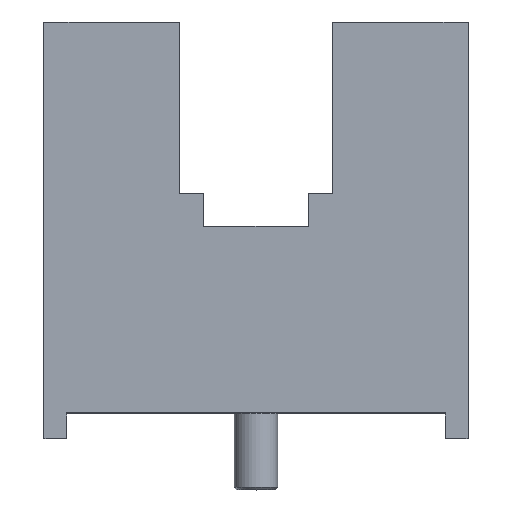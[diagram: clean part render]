
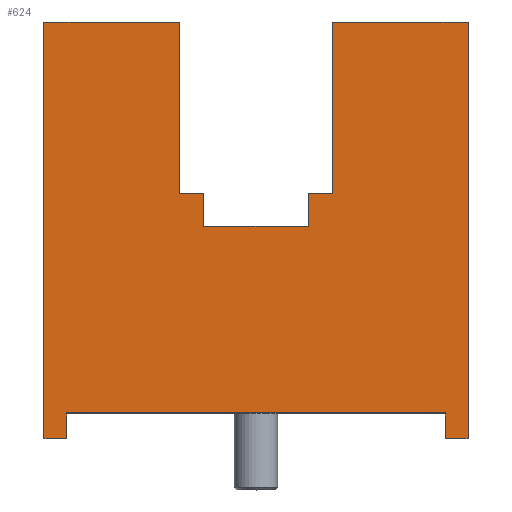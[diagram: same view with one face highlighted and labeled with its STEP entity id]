
A CAD part, top view. The second image highlights one B-rep face of the part: STEP entity #624.
In plain terms, the highlighted planar face has unit normal (0, 0, 1).
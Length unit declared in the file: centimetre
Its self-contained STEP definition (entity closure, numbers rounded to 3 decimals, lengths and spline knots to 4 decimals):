
#122=VECTOR('',#825,1.);
#127=VECTOR('',#832,1.);
#131=VECTOR('',#837,1.);
#135=VECTOR('',#843,1.);
#136=VECTOR('',#845,1.);
#139=VECTOR('',#849,1.);
#142=VECTOR('',#853,1.);
#145=VECTOR('',#857,1.);
#148=VECTOR('',#861,1.);
#151=VECTOR('',#865,1.);
#154=VECTOR('',#869,1.);
#157=VECTOR('',#873,1.);
#160=VECTOR('',#877,1.);
#162=VECTOR('',#879,1.);
#163=VECTOR('',#880,1.);
#165=VECTOR('',#883,1.);
#186=LINE('',#701,#122);
#191=LINE('',#711,#127);
#195=LINE('',#720,#131);
#199=LINE('',#728,#135);
#200=LINE('',#730,#136);
#203=LINE('',#736,#139);
#206=LINE('',#742,#142);
#209=LINE('',#748,#145);
#212=LINE('',#754,#148);
#215=LINE('',#760,#151);
#218=LINE('',#766,#154);
#221=LINE('',#772,#157);
#224=LINE('',#778,#160);
#226=LINE('',#780,#162);
#227=LINE('',#782,#163);
#229=LINE('',#787,#165);
#251=PLANE('',#650);
#275=VERTEX_POINT('',#700);
#276=VERTEX_POINT('',#702);
#278=VERTEX_POINT('',#710);
#279=VERTEX_POINT('',#712);
#282=VERTEX_POINT('',#719);
#284=VERTEX_POINT('',#727);
#285=VERTEX_POINT('',#731);
#287=VERTEX_POINT('',#737);
#289=VERTEX_POINT('',#743);
#291=VERTEX_POINT('',#749);
#293=VERTEX_POINT('',#755);
#295=VERTEX_POINT('',#761);
#297=VERTEX_POINT('',#767);
#299=VERTEX_POINT('',#773);
#301=VERTEX_POINT('',#781);
#302=VERTEX_POINT('',#783);
#331=EDGE_CURVE('',#275,#276,#186,.T.);
#337=EDGE_CURVE('',#278,#279,#191,.T.);
#342=EDGE_CURVE('',#282,#278,#195,.T.);
#346=EDGE_CURVE('',#284,#282,#199,.T.);
#347=EDGE_CURVE('',#279,#285,#200,.T.);
#350=EDGE_CURVE('',#285,#287,#203,.T.);
#353=EDGE_CURVE('',#287,#289,#206,.T.);
#356=EDGE_CURVE('',#289,#291,#209,.T.);
#359=EDGE_CURVE('',#291,#293,#212,.T.);
#362=EDGE_CURVE('',#293,#295,#215,.T.);
#365=EDGE_CURVE('',#295,#297,#218,.T.);
#368=EDGE_CURVE('',#297,#299,#221,.T.);
#371=EDGE_CURVE('',#299,#275,#224,.T.);
#373=EDGE_CURVE('',#276,#301,#226,.T.);
#375=EDGE_CURVE('',#301,#302,#227,.T.);
#379=EDGE_CURVE('',#302,#284,#229,.T.);
#501=ORIENTED_EDGE('',*,*,#337,.F.);
#502=ORIENTED_EDGE('',*,*,#342,.F.);
#503=ORIENTED_EDGE('',*,*,#346,.F.);
#504=ORIENTED_EDGE('',*,*,#379,.F.);
#505=ORIENTED_EDGE('',*,*,#375,.F.);
#506=ORIENTED_EDGE('',*,*,#373,.F.);
#507=ORIENTED_EDGE('',*,*,#331,.F.);
#508=ORIENTED_EDGE('',*,*,#371,.F.);
#509=ORIENTED_EDGE('',*,*,#368,.F.);
#510=ORIENTED_EDGE('',*,*,#365,.F.);
#511=ORIENTED_EDGE('',*,*,#362,.F.);
#512=ORIENTED_EDGE('',*,*,#359,.F.);
#513=ORIENTED_EDGE('',*,*,#356,.F.);
#514=ORIENTED_EDGE('',*,*,#353,.F.);
#515=ORIENTED_EDGE('',*,*,#350,.F.);
#516=ORIENTED_EDGE('',*,*,#347,.F.);
#563=EDGE_LOOP('',(#501,#502,#503,#504,#505,#506,#507,#508,#509,#510,#511,
#512,#513,#514,#515,#516));
#595=FACE_BOUND('',#563,.T.);
#624=ADVANCED_FACE('',(#595),#251,.T.);
#650=AXIS2_PLACEMENT_3D('',#791,#886,$);
#700=CARTESIAN_POINT('',(0.415,0.4075,0.235));
#701=CARTESIAN_POINT('',(0.415,-0.4075,0.235));
#702=CARTESIAN_POINT('',(0.415,-0.4075,0.235));
#710=CARTESIAN_POINT('',(-0.415,-0.4075,0.235));
#711=CARTESIAN_POINT('',(-0.415,0.4075,0.235));
#712=CARTESIAN_POINT('',(-0.415,0.4075,0.235));
#719=CARTESIAN_POINT('',(-0.37,-0.4075,0.235));
#720=CARTESIAN_POINT('',(-0.415,-0.4075,0.235));
#727=CARTESIAN_POINT('',(-0.37,-0.3575,0.235));
#728=CARTESIAN_POINT('',(-0.37,-0.4075,0.235));
#730=CARTESIAN_POINT('',(-0.15,0.4075,0.235));
#731=CARTESIAN_POINT('',(-0.15,0.4075,0.235));
#736=CARTESIAN_POINT('',(-0.15,0.0725,0.235));
#737=CARTESIAN_POINT('',(-0.15,0.0725,0.235));
#742=CARTESIAN_POINT('',(-0.1025,0.0725,0.235));
#743=CARTESIAN_POINT('',(-0.1025,0.0725,0.235));
#748=CARTESIAN_POINT('',(-0.1025,0.0075,0.235));
#749=CARTESIAN_POINT('',(-0.1025,0.0075,0.235));
#754=CARTESIAN_POINT('',(0.,0.0075,0.235));
#755=CARTESIAN_POINT('',(0.1025,0.0075,0.235));
#760=CARTESIAN_POINT('',(0.1025,0.0725,0.235));
#761=CARTESIAN_POINT('',(0.1025,0.0725,0.235));
#766=CARTESIAN_POINT('',(0.15,0.0725,0.235));
#767=CARTESIAN_POINT('',(0.15,0.0725,0.235));
#772=CARTESIAN_POINT('',(0.15,0.4075,0.235));
#773=CARTESIAN_POINT('',(0.15,0.4075,0.235));
#778=CARTESIAN_POINT('',(0.415,0.4075,0.235));
#780=CARTESIAN_POINT('',(0.37,-0.4075,0.235));
#781=CARTESIAN_POINT('',(0.37,-0.4075,0.235));
#782=CARTESIAN_POINT('',(0.37,-0.3575,0.235));
#783=CARTESIAN_POINT('',(0.37,-0.3575,0.235));
#787=CARTESIAN_POINT('',(-0.37,-0.3575,0.235));
#791=CARTESIAN_POINT('',(0.,0.0122,0.235));
#825=DIRECTION('',(0.,-1.,0.));
#832=DIRECTION('',(0.,1.,0.));
#837=DIRECTION('',(-1.,0.,0.));
#843=DIRECTION('',(0.,-1.,0.));
#845=DIRECTION('',(1.,0.,0.));
#849=DIRECTION('',(0.,-1.,0.));
#853=DIRECTION('',(1.,0.,0.));
#857=DIRECTION('',(0.,-1.,0.));
#861=DIRECTION('',(1.,0.,0.));
#865=DIRECTION('',(0.,1.,0.));
#869=DIRECTION('',(1.,0.,0.));
#873=DIRECTION('',(0.,1.,0.));
#877=DIRECTION('',(1.,0.,0.));
#879=DIRECTION('',(-1.,0.,0.));
#880=DIRECTION('',(0.,1.,0.));
#883=DIRECTION('',(-1.,0.,0.));
#886=DIRECTION('',(0.,0.,1.));
